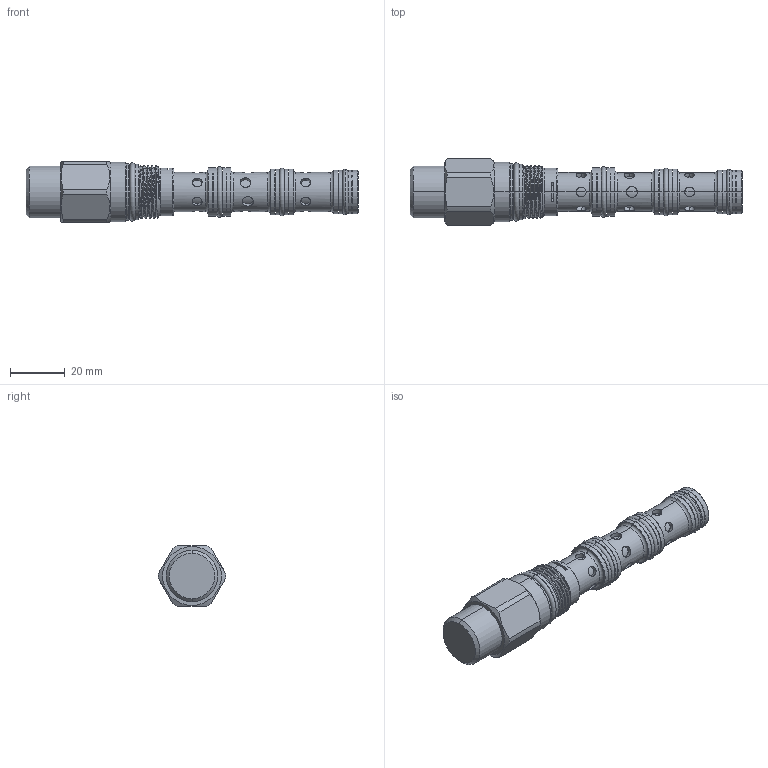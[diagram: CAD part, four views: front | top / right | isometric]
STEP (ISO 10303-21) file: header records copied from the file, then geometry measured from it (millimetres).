
FILE_DESCRIPTION (( 'STEP AP203' ), '1' );
FILE_NAME ('DS31A4H-N.STEP', '2020-03-27T03:21:24', ( '' ), ( '' ), 'SwSTEP 2.0', 'SolidWorks 2018', '' );
FILE_SCHEMA (( 'CONFIG_CONTROL_DESIGN' ));
Length unit declared in the file: millimetre
Products named in the file (1): DS31A4H-N
Bounding box: 121.4 x 24.59 x 22.22 mm (x, y, z)
Volume: 29713.1 mm3; surface area: 11205.5 mm2
Topology: 3 solids, 3 shells, 255 faces, 550 edges, 342 vertices
Faces by surface type: cylinder 158, plane 43, cone 27, torus 24, bspline 3
Entity records: 10425 total; most frequent: CARTESIAN_POINT 4870, DIRECTION 1170, ORIENTED_EDGE 1096, EDGE_CURVE 548, AXIS2_PLACEMENT_3D 496, VERTEX_POINT 342, EDGE_LOOP 302, FACE_OUTER_BOUND 255
